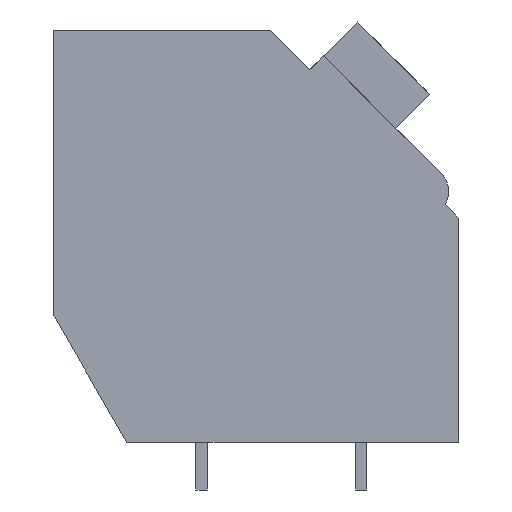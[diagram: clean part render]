
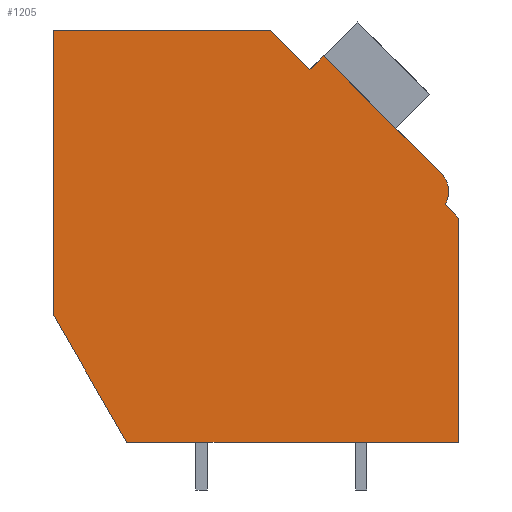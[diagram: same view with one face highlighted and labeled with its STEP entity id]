
A CAD part, left-side view. The second image highlights one B-rep face of the part: STEP entity #1205.
In plain terms, the highlighted planar face has unit normal (-1, 0, 0).
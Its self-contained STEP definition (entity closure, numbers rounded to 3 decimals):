
#1137=AXIS2_PLACEMENT_3D('Plane Axis2P3D',#1134,#1135,#1136) ;
#1148=AXIS2_PLACEMENT_3D('Circle Axis2P3D',#1146,#1147,$) ;
#49=CARTESIAN_POINT('Vertex',(0.,0.,1.5)) ;
#52=CARTESIAN_POINT('Line Origine',(0.,5.199,1.5)) ;
#56=CARTESIAN_POINT('Vertex',(0.,10.399,1.5)) ;
#135=CARTESIAN_POINT('Vertex',(0.,0.,8.518)) ;
#140=CARTESIAN_POINT('Line Origine',(0.,0.,5.009)) ;
#1134=CARTESIAN_POINT('Axis2P3D Location',(0.,12.7,-2.)) ;
#1139=CARTESIAN_POINT('Line Origine',(0.,0.212,8.731)) ;
#1143=CARTESIAN_POINT('Vertex',(0.,0.424,8.943)) ;
#1146=CARTESIAN_POINT('Axis2P3D Location',(0.,1.113,9.349)) ;
#1150=CARTESIAN_POINT('Vertex',(0.,0.548,9.915)) ;
#1153=CARTESIAN_POINT('Line Origine',(0.,2.391,11.758)) ;
#1157=CARTESIAN_POINT('Vertex',(0.,4.234,13.601)) ;
#1160=CARTESIAN_POINT('Line Origine',(0.,4.446,13.389)) ;
#1164=CARTESIAN_POINT('Vertex',(0.,4.659,13.177)) ;
#1167=CARTESIAN_POINT('Line Origine',(0.,5.27,13.788)) ;
#1171=CARTESIAN_POINT('Vertex',(0.,5.882,14.4)) ;
#1174=CARTESIAN_POINT('Line Origine',(0.,9.291,14.4)) ;
#1178=CARTESIAN_POINT('Vertex',(0.,12.7,14.4)) ;
#1181=CARTESIAN_POINT('Line Origine',(0.,12.7,9.943)) ;
#1185=CARTESIAN_POINT('Vertex',(0.,12.7,5.485)) ;
#1188=CARTESIAN_POINT('Line Origine',(0.,11.55,3.493)) ;
#53=DIRECTION('Vector Direction',(0.,-1.,0.)) ;
#141=DIRECTION('Vector Direction',(0.,0.,1.)) ;
#1135=DIRECTION('Axis2P3D Direction',(-1.,0.,0.)) ;
#1136=DIRECTION('Axis2P3D XDirection',(0.,-1.,0.)) ;
#1140=DIRECTION('Vector Direction',(0.,0.707,0.707)) ;
#1147=DIRECTION('Axis2P3D Direction',(-1.,0.,0.)) ;
#1154=DIRECTION('Vector Direction',(0.,-0.707,-0.707)) ;
#1161=DIRECTION('Vector Direction',(0.,-0.707,0.707)) ;
#1168=DIRECTION('Vector Direction',(0.,0.707,0.707)) ;
#1175=DIRECTION('Vector Direction',(0.,-1.,0.)) ;
#1182=DIRECTION('Vector Direction',(0.,0.,-1.)) ;
#1189=DIRECTION('Vector Direction',(0.,-0.5,-0.866)) ;
#54=VECTOR('Line Direction',#53,1.) ;
#142=VECTOR('Line Direction',#141,1.) ;
#1141=VECTOR('Line Direction',#1140,1.) ;
#1155=VECTOR('Line Direction',#1154,1.) ;
#1162=VECTOR('Line Direction',#1161,1.) ;
#1169=VECTOR('Line Direction',#1168,1.) ;
#1176=VECTOR('Line Direction',#1175,1.) ;
#1183=VECTOR('Line Direction',#1182,1.) ;
#1190=VECTOR('Line Direction',#1189,1.) ;
#1194=ORIENTED_EDGE('',*,*,#58,.T.) ;
#1195=ORIENTED_EDGE('',*,*,#144,.T.) ;
#1196=ORIENTED_EDGE('',*,*,#1145,.T.) ;
#1197=ORIENTED_EDGE('',*,*,#1152,.T.) ;
#1198=ORIENTED_EDGE('',*,*,#1159,.T.) ;
#1199=ORIENTED_EDGE('',*,*,#1166,.T.) ;
#1200=ORIENTED_EDGE('',*,*,#1173,.T.) ;
#1201=ORIENTED_EDGE('',*,*,#1180,.T.) ;
#1202=ORIENTED_EDGE('',*,*,#1187,.T.) ;
#1203=ORIENTED_EDGE('',*,*,#1192,.T.) ;
#1205=ADVANCED_FACE('HOUSING',(#1204),#1138,.T.) ;
#1149=CIRCLE('generated circle',#1148,0.8) ;
#58=EDGE_CURVE('',#57,#50,#55,.T.) ;
#144=EDGE_CURVE('',#50,#136,#143,.T.) ;
#1145=EDGE_CURVE('',#136,#1144,#1142,.T.) ;
#1152=EDGE_CURVE('',#1144,#1151,#1149,.T.) ;
#1159=EDGE_CURVE('',#1151,#1158,#1156,.F.) ;
#1166=EDGE_CURVE('',#1158,#1165,#1163,.F.) ;
#1173=EDGE_CURVE('',#1165,#1172,#1170,.T.) ;
#1180=EDGE_CURVE('',#1172,#1179,#1177,.F.) ;
#1187=EDGE_CURVE('',#1179,#1186,#1184,.T.) ;
#1192=EDGE_CURVE('',#1186,#57,#1191,.T.) ;
#1193=EDGE_LOOP('',(#1194,#1195,#1196,#1197,#1198,#1199,#1200,#1201,#1202,#1203)) ;
#1204=FACE_OUTER_BOUND('',#1193,.T.) ;
#55=LINE('Line',#52,#54) ;
#143=LINE('Line',#140,#142) ;
#1142=LINE('Line',#1139,#1141) ;
#1156=LINE('Line',#1153,#1155) ;
#1163=LINE('Line',#1160,#1162) ;
#1170=LINE('Line',#1167,#1169) ;
#1177=LINE('Line',#1174,#1176) ;
#1184=LINE('Line',#1181,#1183) ;
#1191=LINE('Line',#1188,#1190) ;
#1138=PLANE('',#1137) ;
#50=VERTEX_POINT('',#49) ;
#57=VERTEX_POINT('',#56) ;
#136=VERTEX_POINT('',#135) ;
#1144=VERTEX_POINT('',#1143) ;
#1151=VERTEX_POINT('',#1150) ;
#1158=VERTEX_POINT('',#1157) ;
#1165=VERTEX_POINT('',#1164) ;
#1172=VERTEX_POINT('',#1171) ;
#1179=VERTEX_POINT('',#1178) ;
#1186=VERTEX_POINT('',#1185) ;
